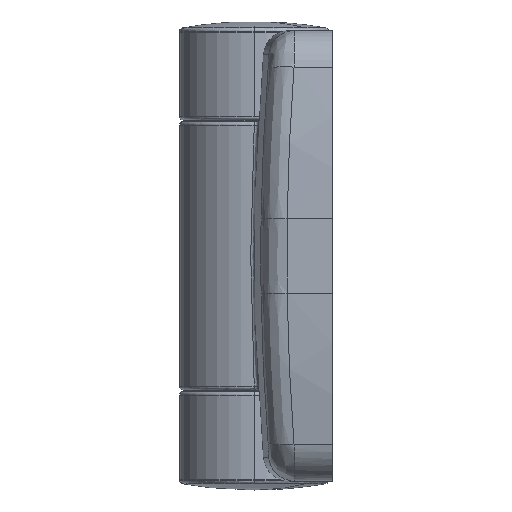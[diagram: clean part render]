
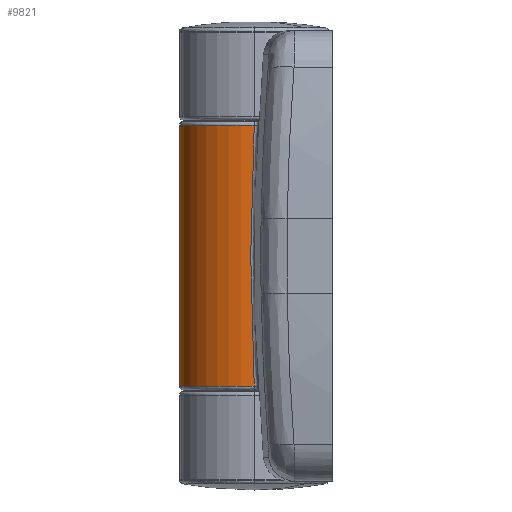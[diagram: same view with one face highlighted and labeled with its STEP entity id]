
A CAD part, left-side view. The second image highlights one B-rep face of the part: STEP entity #9821.
In plain terms, the highlighted cylindrical face has radius 10 mm (diameter 20 mm), a partial arc.
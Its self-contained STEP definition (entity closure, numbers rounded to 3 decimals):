
#7 = CARTESIAN_POINT ( 'NONE',  ( 0., 0., -17.5 ) ) ;
#365 = VERTEX_POINT ( 'NONE', #12507 ) ;
#404 = ORIENTED_EDGE ( 'NONE', *, *, #3219, .F. ) ;
#1283 = VERTEX_POINT ( 'NONE', #16685 ) ;
#1550 = LINE ( 'NONE', #2925, #20777 ) ;
#2218 = EDGE_CURVE ( 'NONE', #19789, #1283, #17662, .T. ) ;
#2353 = DIRECTION ( 'NONE',  ( 0., 0., 1. ) ) ;
#2925 = CARTESIAN_POINT ( 'NONE',  ( -10., 0., -30. ) ) ;
#3219 = EDGE_CURVE ( 'NONE', #15854, #1283, #16506, .T. ) ;
#3234 = DIRECTION ( 'NONE',  ( 0., 0., 1. ) ) ;
#3323 = EDGE_CURVE ( 'NONE', #15854, #20649, #15054, .T. ) ;
#5060 = ORIENTED_EDGE ( 'NONE', *, *, #3323, .T. ) ;
#5560 = EDGE_LOOP ( 'NONE', ( #5060, #14691, #13996, #9440, #12364, #404 ) ) ;
#6076 = EDGE_CURVE ( 'NONE', #20649, #365, #15365, .T. ) ;
#6311 = VERTEX_POINT ( 'NONE', #7186 ) ;
#7186 = CARTESIAN_POINT ( 'NONE',  ( -10., 0., 17.023 ) ) ;
#7342 = CYLINDRICAL_SURFACE ( 'NONE', #18713, 10. ) ;
#7706 = DIRECTION ( 'NONE',  ( 1., 0., 0. ) ) ;
#7884 = EDGE_CURVE ( 'NONE', #365, #6311, #15213, .T. ) ;
#8562 = EDGE_CURVE ( 'NONE', #6311, #19789, #1550, .T. ) ;
#8761 = DIRECTION ( 'NONE',  ( 1., 0., 0. ) ) ;
#9440 = ORIENTED_EDGE ( 'NONE', *, *, #8562, .T. ) ;
#9821 = ADVANCED_FACE ( 'NONE', ( #20725 ), #7342, .T. ) ;
#9849 = VECTOR ( 'NONE', #21919, 1000. ) ;
#9931 = CARTESIAN_POINT ( 'NONE',  ( -10., 0., -17.023 ) ) ;
#11155 = DIRECTION ( 'NONE',  ( 0., 0., -1. ) ) ;
#11357 = AXIS2_PLACEMENT_3D ( 'NONE', #18781, #11155, #21766 ) ;
#12272 = CARTESIAN_POINT ( 'NONE',  ( -10., 0., 17.023 ) ) ;
#12364 = ORIENTED_EDGE ( 'NONE', *, *, #2218, .T. ) ;
#12507 = CARTESIAN_POINT ( 'NONE',  ( -10., 0., -17.023 ) ) ;
#12925 = CARTESIAN_POINT ( 'NONE',  ( 10., 0., -30. ) ) ;
#13977 = CARTESIAN_POINT ( 'NONE',  ( -10., 0.307, 11.349 ) ) ;
#13996 = ORIENTED_EDGE ( 'NONE', *, *, #7884, .T. ) ;
#14490 = VECTOR ( 'NONE', #2353, 1000. ) ;
#14691 = ORIENTED_EDGE ( 'NONE', *, *, #6076, .T. ) ;
#15054 = CIRCLE ( 'NONE', #17725, 10. ) ;
#15213 = B_SPLINE_CURVE_WITH_KNOTS ( 'NONE', 3,
 ( #9931, #22918, #19726, #13977, #12272 ),
 .UNSPECIFIED., .F., .F.,
 ( 4, 1, 4 ),
 ( 0., 0.5, 1. ),
 .UNSPECIFIED. ) ;
#15365 = LINE ( 'NONE', #23043, #14490 ) ;
#15854 = VERTEX_POINT ( 'NONE', #17021 ) ;
#15984 = DIRECTION ( 'NONE',  ( 0., 0., 1. ) ) ;
#16149 = CARTESIAN_POINT ( 'NONE',  ( -10., 0., 17.5 ) ) ;
#16491 = CARTESIAN_POINT ( 'NONE',  ( -10., 0., -17.5 ) ) ;
#16506 = LINE ( 'NONE', #12925, #9849 ) ;
#16685 = CARTESIAN_POINT ( 'NONE',  ( 10., 0., 17.5 ) ) ;
#16947 = DIRECTION ( 'NONE',  ( 0., 0., 1. ) ) ;
#17021 = CARTESIAN_POINT ( 'NONE',  ( 10., 0., -17.5 ) ) ;
#17662 = CIRCLE ( 'NONE', #11357, 10. ) ;
#17725 = AXIS2_PLACEMENT_3D ( 'NONE', #7, #16947, #7706 ) ;
#18713 = AXIS2_PLACEMENT_3D ( 'NONE', #19863, #3234, #8761 ) ;
#18781 = CARTESIAN_POINT ( 'NONE',  ( 0., 0., 17.5 ) ) ;
#19726 = CARTESIAN_POINT ( 'NONE',  ( -9.979, 0.613, 0. ) ) ;
#19789 = VERTEX_POINT ( 'NONE', #16149 ) ;
#19863 = CARTESIAN_POINT ( 'NONE',  ( 0., 0., -30. ) ) ;
#20649 = VERTEX_POINT ( 'NONE', #16491 ) ;
#20725 = FACE_OUTER_BOUND ( 'NONE', #5560, .T. ) ;
#20777 = VECTOR ( 'NONE', #15984, 1000. ) ;
#21766 = DIRECTION ( 'NONE',  ( 1., 0., 0. ) ) ;
#21919 = DIRECTION ( 'NONE',  ( 0., 0., 1. ) ) ;
#22918 = CARTESIAN_POINT ( 'NONE',  ( -10., 0.307, -11.349 ) ) ;
#23043 = CARTESIAN_POINT ( 'NONE',  ( -10., 0., -30. ) ) ;
